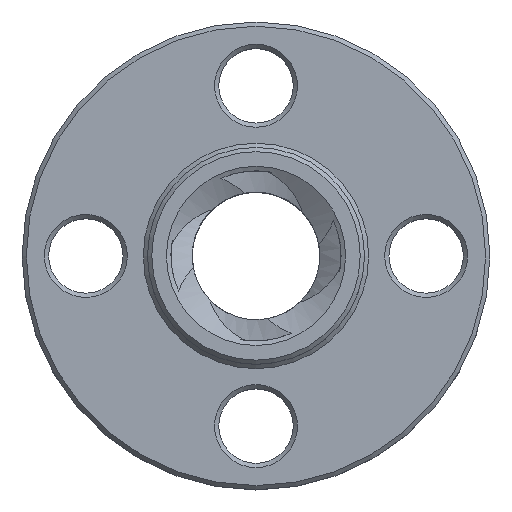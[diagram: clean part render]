
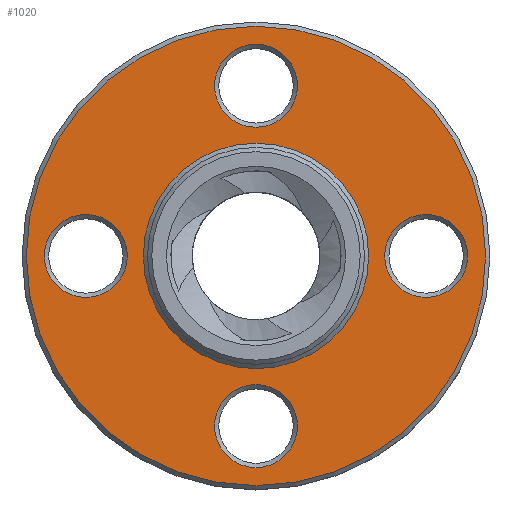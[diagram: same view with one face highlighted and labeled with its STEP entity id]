
A CAD part, top view. The second image highlights one B-rep face of the part: STEP entity #1020.
In plain terms, the highlighted planar face has unit normal (0, 0, 1).
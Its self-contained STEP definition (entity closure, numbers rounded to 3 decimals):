
#28=FACE_BOUND('',#202,.T.);
#29=FACE_BOUND('',#203,.T.);
#30=FACE_BOUND('',#204,.T.);
#31=FACE_BOUND('',#205,.T.);
#32=FACE_BOUND('',#206,.T.);
#36=PLANE('',#1146);
#138=FACE_OUTER_BOUND('',#201,.T.);
#201=EDGE_LOOP('',(#857));
#202=EDGE_LOOP('',(#858));
#203=EDGE_LOOP('',(#859));
#204=EDGE_LOOP('',(#860));
#205=EDGE_LOOP('',(#861));
#206=EDGE_LOOP('',(#862));
#261=CIRCLE('',#1111,1.95);
#263=CIRCLE('',#1114,1.95);
#265=CIRCLE('',#1117,1.95);
#267=CIRCLE('',#1120,1.95);
#268=CIRCLE('',#1122,5.3);
#273=CIRCLE('',#1128,10.8);
#460=VERTEX_POINT('',#2098);
#462=VERTEX_POINT('',#2104);
#464=VERTEX_POINT('',#2110);
#466=VERTEX_POINT('',#2116);
#467=VERTEX_POINT('',#2120);
#472=VERTEX_POINT('',#2132);
#571=EDGE_CURVE('',#460,#460,#261,.T.);
#574=EDGE_CURVE('',#462,#462,#263,.T.);
#577=EDGE_CURVE('',#464,#464,#265,.T.);
#580=EDGE_CURVE('',#466,#466,#267,.T.);
#581=EDGE_CURVE('',#467,#467,#268,.T.);
#588=EDGE_CURVE('',#472,#472,#273,.T.);
#857=ORIENTED_EDGE('',*,*,#588,.T.);
#858=ORIENTED_EDGE('',*,*,#581,.T.);
#859=ORIENTED_EDGE('',*,*,#580,.T.);
#860=ORIENTED_EDGE('',*,*,#577,.T.);
#861=ORIENTED_EDGE('',*,*,#574,.T.);
#862=ORIENTED_EDGE('',*,*,#571,.T.);
#1020=ADVANCED_FACE('',(#138,#28,#29,#30,#31,#32),#36,.T.);
#1111=AXIS2_PLACEMENT_3D('',#2100,#1303,#1304);
#1114=AXIS2_PLACEMENT_3D('',#2106,#1310,#1311);
#1117=AXIS2_PLACEMENT_3D('',#2112,#1317,#1318);
#1120=AXIS2_PLACEMENT_3D('',#2118,#1324,#1325);
#1122=AXIS2_PLACEMENT_3D('',#2121,#1328,#1329);
#1128=AXIS2_PLACEMENT_3D('',#2134,#1342,#1343);
#1146=AXIS2_PLACEMENT_3D('',#2643,#1387,#1388);
#1303=DIRECTION('center_axis',(0.,0.,-1.));
#1304=DIRECTION('ref_axis',(1.,0.,0.));
#1310=DIRECTION('center_axis',(0.,0.,-1.));
#1311=DIRECTION('ref_axis',(1.,0.,0.));
#1317=DIRECTION('center_axis',(0.,0.,-1.));
#1318=DIRECTION('ref_axis',(1.,0.,0.));
#1324=DIRECTION('center_axis',(0.,0.,-1.));
#1325=DIRECTION('ref_axis',(1.,0.,0.));
#1328=DIRECTION('center_axis',(0.,0.,-1.));
#1329=DIRECTION('ref_axis',(1.,0.,0.));
#1342=DIRECTION('center_axis',(0.,0.,1.));
#1343=DIRECTION('ref_axis',(1.,0.,0.));
#1387=DIRECTION('center_axis',(0.,0.,1.));
#1388=DIRECTION('ref_axis',(1.,0.,0.));
#2098=CARTESIAN_POINT('',(-9.95,0.,0.));
#2100=CARTESIAN_POINT('Origin',(-8.,0.,
0.));
#2104=CARTESIAN_POINT('',(-1.95,-8.,0.));
#2106=CARTESIAN_POINT('Origin',(0.,-8.,0.));
#2110=CARTESIAN_POINT('',(6.05,0.,0.));
#2112=CARTESIAN_POINT('Origin',(8.,0.,0.));
#2116=CARTESIAN_POINT('',(-1.95,8.,0.));
#2118=CARTESIAN_POINT('Origin',(0.,8.,0.));
#2120=CARTESIAN_POINT('',(5.3,0.,0.));
#2121=CARTESIAN_POINT('Origin',(0.,0.,0.));
#2132=CARTESIAN_POINT('',(10.8,0.,0.));
#2134=CARTESIAN_POINT('Origin',(0.,0.,0.));
#2643=CARTESIAN_POINT('Origin',(0.,0.,0.));
